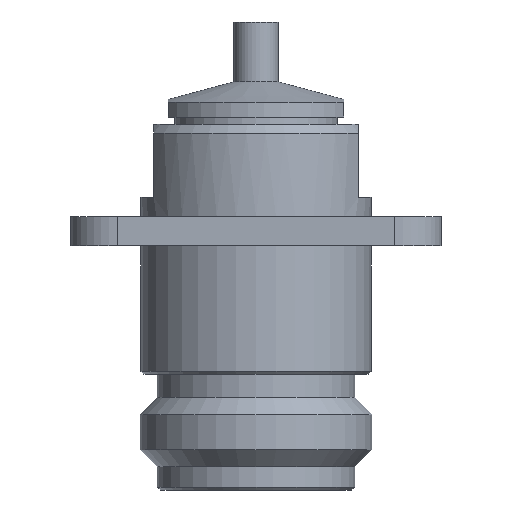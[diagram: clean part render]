
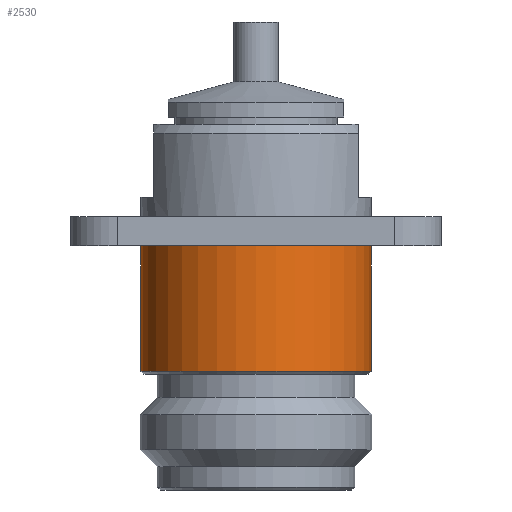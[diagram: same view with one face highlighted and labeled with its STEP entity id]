
A CAD part, front view. The second image highlights one B-rep face of the part: STEP entity #2530.
In plain terms, the highlighted cylindrical face has radius 7.875 mm (diameter 15.75 mm), a partial arc.
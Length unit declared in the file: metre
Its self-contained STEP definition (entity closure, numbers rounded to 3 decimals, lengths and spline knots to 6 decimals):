
#34 = CARTESIAN_POINT ( 'NONE',  ( 0.007875, 0., -0.002 ) ) ;
#127 = CARTESIAN_POINT ( 'NONE',  ( 0.007875, 0., -0.01059 ) ) ;
#151 = DIRECTION ( 'NONE',  ( -1., 0., 0. ) ) ;
#206 = DIRECTION ( 'NONE',  ( 0., 0., -1. ) ) ;
#239 = ORIENTED_EDGE ( 'NONE', *, *, #2391, .T. ) ;
#267 = ORIENTED_EDGE ( 'NONE', *, *, #590, .F. ) ;
#322 = CARTESIAN_POINT ( 'NONE',  ( 0., 0., -0.01059 ) ) ;
#340 = AXIS2_PLACEMENT_3D ( 'NONE', #594, #1898, #151 ) ;
#539 = DIRECTION ( 'NONE',  ( -1., 0., 0. ) ) ;
#590 = EDGE_CURVE ( 'NONE', #1920, #2037, #1250, .T. ) ;
#594 = CARTESIAN_POINT ( 'NONE',  ( 0., 0., -0.0187 ) ) ;
#729 = VECTOR ( 'NONE', #206, 1. ) ;
#758 = EDGE_CURVE ( 'NONE', #1920, #2452, #1612, .T. ) ;
#806 = CARTESIAN_POINT ( 'NONE',  ( 0., 0., -0.002 ) ) ;
#1009 = ORIENTED_EDGE ( 'NONE', *, *, #2368, .T. ) ;
#1031 = DIRECTION ( 'NONE',  ( -1., 0., 0. ) ) ;
#1250 = LINE ( 'NONE', #2605, #729 ) ;
#1284 = VECTOR ( 'NONE', #2282, 1. ) ;
#1309 = AXIS2_PLACEMENT_3D ( 'NONE', #806, #2333, #1031 ) ;
#1355 = CIRCLE ( 'NONE', #1550, 0.007875 ) ;
#1550 = AXIS2_PLACEMENT_3D ( 'NONE', #322, #1839, #539 ) ;
#1567 = CARTESIAN_POINT ( 'NONE',  ( -0.007875, 0., -0.01059 ) ) ;
#1612 = CIRCLE ( 'NONE', #1309, 0.007875 ) ;
#1833 = EDGE_LOOP ( 'NONE', ( #267, #1936, #239, #1009 ) ) ;
#1839 = DIRECTION ( 'NONE',  ( 0., 0., 1. ) ) ;
#1853 = CARTESIAN_POINT ( 'NONE',  ( -0.007875, 0., -0.002 ) ) ;
#1856 = LINE ( 'NONE', #2267, #1284 ) ;
#1898 = DIRECTION ( 'NONE',  ( 0., 0., -1. ) ) ;
#1920 = VERTEX_POINT ( 'NONE', #34 ) ;
#1936 = ORIENTED_EDGE ( 'NONE', *, *, #758, .T. ) ;
#2037 = VERTEX_POINT ( 'NONE', #127 ) ;
#2098 = CYLINDRICAL_SURFACE ( 'NONE', #340, 0.007875 ) ;
#2233 = FACE_OUTER_BOUND ( 'NONE', #1833, .T. ) ;
#2267 = CARTESIAN_POINT ( 'NONE',  ( -0.007875, 0., -0.0187 ) ) ;
#2282 = DIRECTION ( 'NONE',  ( 0., 0., -1. ) ) ;
#2333 = DIRECTION ( 'NONE',  ( 0., 0., -1. ) ) ;
#2368 = EDGE_CURVE ( 'NONE', #2547, #2037, #1355, .T. ) ;
#2391 = EDGE_CURVE ( 'NONE', #2452, #2547, #1856, .T. ) ;
#2452 = VERTEX_POINT ( 'NONE', #1853 ) ;
#2530 = ADVANCED_FACE ( 'NONE', ( #2233 ), #2098, .T. ) ;
#2547 = VERTEX_POINT ( 'NONE', #1567 ) ;
#2605 = CARTESIAN_POINT ( 'NONE',  ( 0.007875, 0., -0.0187 ) ) ;
